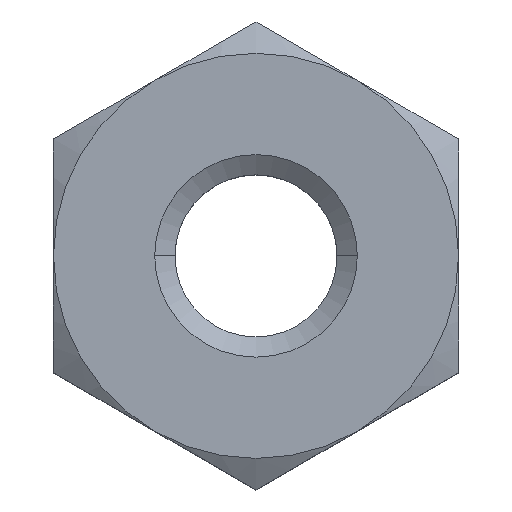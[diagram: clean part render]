
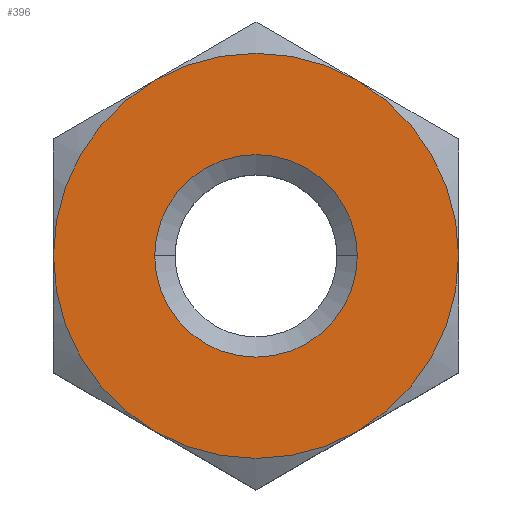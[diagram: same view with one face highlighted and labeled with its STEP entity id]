
A CAD part, top view. The second image highlights one B-rep face of the part: STEP entity #396.
In plain terms, the highlighted planar face has unit normal (0, 0, 1).
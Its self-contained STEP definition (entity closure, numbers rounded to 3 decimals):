
#3 = ORIENTED_EDGE ( 'NONE', *, *, #321, .T. ) ;
#6 = CARTESIAN_POINT ( 'NONE',  ( 1., 1.732, 0. ) ) ;
#25 = DIRECTION ( 'NONE',  ( 1., 0., 0. ) ) ;
#37 = ORIENTED_EDGE ( 'NONE', *, *, #187, .T. ) ;
#41 = CARTESIAN_POINT ( 'NONE',  ( 0., 0., 0. ) ) ;
#53 = AXIS2_PLACEMENT_3D ( 'NONE', #765, #632, #279 ) ;
#55 = ORIENTED_EDGE ( 'NONE', *, *, #669, .T. ) ;
#67 = DIRECTION ( 'NONE',  ( 0., 0., 1. ) ) ;
#78 = CARTESIAN_POINT ( 'NONE',  ( 0., 0., 0. ) ) ;
#95 = DIRECTION ( 'NONE',  ( 0., 0., 1. ) ) ;
#103 = EDGE_CURVE ( 'NONE', #253, #269, #404, .T. ) ;
#105 = CARTESIAN_POINT ( 'NONE',  ( 1., 0., 0. ) ) ;
#106 = VERTEX_POINT ( 'NONE', #6 ) ;
#125 = ORIENTED_EDGE ( 'NONE', *, *, #464, .F. ) ;
#138 = CIRCLE ( 'NONE', #827, 2. ) ;
#162 = CIRCLE ( 'NONE', #483, 2. ) ;
#175 = CARTESIAN_POINT ( 'NONE',  ( 0., 0., 0. ) ) ;
#178 = AXIS2_PLACEMENT_3D ( 'NONE', #343, #67, #627 ) ;
#187 = EDGE_CURVE ( 'NONE', #308, #106, #397, .T. ) ;
#188 = DIRECTION ( 'NONE',  ( 0., 0., 1. ) ) ;
#192 = AXIS2_PLACEMENT_3D ( 'NONE', #470, #807, #869 ) ;
#194 = CARTESIAN_POINT ( 'NONE',  ( 0., 0., 0. ) ) ;
#207 = EDGE_CURVE ( 'NONE', #402, #581, #138, .T. ) ;
#209 = DIRECTION ( 'NONE',  ( 0., 0., 1. ) ) ;
#218 = CARTESIAN_POINT ( 'NONE',  ( -2., 0., 0. ) ) ;
#219 = DIRECTION ( 'NONE',  ( 1., 0., 0. ) ) ;
#228 = VERTEX_POINT ( 'NONE', #706 ) ;
#252 = EDGE_CURVE ( 'NONE', #106, #402, #611, .T. ) ;
#253 = VERTEX_POINT ( 'NONE', #105 ) ;
#259 = DIRECTION ( 'NONE',  ( 1., 0., 0. ) ) ;
#269 = VERTEX_POINT ( 'NONE', #309 ) ;
#279 = DIRECTION ( 'NONE',  ( 1., 0., 0. ) ) ;
#291 = CARTESIAN_POINT ( 'NONE',  ( -1., -1.732, 0. ) ) ;
#308 = VERTEX_POINT ( 'NONE', #652 ) ;
#309 = CARTESIAN_POINT ( 'NONE',  ( -1., 0., 0. ) ) ;
#318 = AXIS2_PLACEMENT_3D ( 'NONE', #778, #775, #784 ) ;
#321 = EDGE_CURVE ( 'NONE', #581, #707, #162, .T. ) ;
#343 = CARTESIAN_POINT ( 'NONE',  ( 0., 0., 0. ) ) ;
#346 = DIRECTION ( 'NONE',  ( 1., 0., 0. ) ) ;
#347 = DIRECTION ( 'NONE',  ( 0., 0., 1. ) ) ;
#389 = CIRCLE ( 'NONE', #590, 1. ) ;
#396 = ADVANCED_FACE ( 'NONE', ( #546, #670 ), #462, .T. ) ;
#397 = CIRCLE ( 'NONE', #53, 2. ) ;
#398 = ORIENTED_EDGE ( 'NONE', *, *, #252, .T. ) ;
#402 = VERTEX_POINT ( 'NONE', #681 ) ;
#404 = CIRCLE ( 'NONE', #178, 1. ) ;
#421 = CARTESIAN_POINT ( 'NONE',  ( 0., 0., 0. ) ) ;
#462 = PLANE ( 'NONE',  #192 ) ;
#464 = EDGE_CURVE ( 'NONE', #269, #253, #389, .T. ) ;
#470 = CARTESIAN_POINT ( 'NONE',  ( -4., 0., 0. ) ) ;
#483 = AXIS2_PLACEMENT_3D ( 'NONE', #175, #95, #584 ) ;
#508 = CIRCLE ( 'NONE', #845, 2. ) ;
#520 = DIRECTION ( 'NONE',  ( 0., 0., 1. ) ) ;
#546 = FACE_BOUND ( 'NONE', #737, .T. ) ;
#581 = VERTEX_POINT ( 'NONE', #218 ) ;
#584 = DIRECTION ( 'NONE',  ( 1., 0., 0. ) ) ;
#590 = AXIS2_PLACEMENT_3D ( 'NONE', #194, #188, #259 ) ;
#603 = EDGE_CURVE ( 'NONE', #707, #228, #508, .T. ) ;
#611 = CIRCLE ( 'NONE', #788, 2. ) ;
#627 = DIRECTION ( 'NONE',  ( 1., 0., 0. ) ) ;
#632 = DIRECTION ( 'NONE',  ( 0., 0., 1. ) ) ;
#652 = CARTESIAN_POINT ( 'NONE',  ( 2., 0., 0. ) ) ;
#667 = ORIENTED_EDGE ( 'NONE', *, *, #103, .F. ) ;
#669 = EDGE_CURVE ( 'NONE', #228, #308, #854, .T. ) ;
#670 = FACE_OUTER_BOUND ( 'NONE', #735, .T. ) ;
#681 = CARTESIAN_POINT ( 'NONE',  ( -1., 1.732, 0. ) ) ;
#706 = CARTESIAN_POINT ( 'NONE',  ( 1., -1.732, 0. ) ) ;
#707 = VERTEX_POINT ( 'NONE', #291 ) ;
#711 = ORIENTED_EDGE ( 'NONE', *, *, #207, .T. ) ;
#735 = EDGE_LOOP ( 'NONE', ( #55, #37, #398, #711, #3, #870 ) ) ;
#737 = EDGE_LOOP ( 'NONE', ( #667, #125 ) ) ;
#765 = CARTESIAN_POINT ( 'NONE',  ( 0., 0., 0. ) ) ;
#775 = DIRECTION ( 'NONE',  ( 0., 0., 1. ) ) ;
#778 = CARTESIAN_POINT ( 'NONE',  ( 0., 0., 0. ) ) ;
#784 = DIRECTION ( 'NONE',  ( 1., 0., 0. ) ) ;
#788 = AXIS2_PLACEMENT_3D ( 'NONE', #41, #520, #25 ) ;
#807 = DIRECTION ( 'NONE',  ( 0., 0., 1. ) ) ;
#827 = AXIS2_PLACEMENT_3D ( 'NONE', #421, #347, #219 ) ;
#845 = AXIS2_PLACEMENT_3D ( 'NONE', #78, #209, #346 ) ;
#854 = CIRCLE ( 'NONE', #318, 2. ) ;
#869 = DIRECTION ( 'NONE',  ( 1., 0., 0. ) ) ;
#870 = ORIENTED_EDGE ( 'NONE', *, *, #603, .T. ) ;
